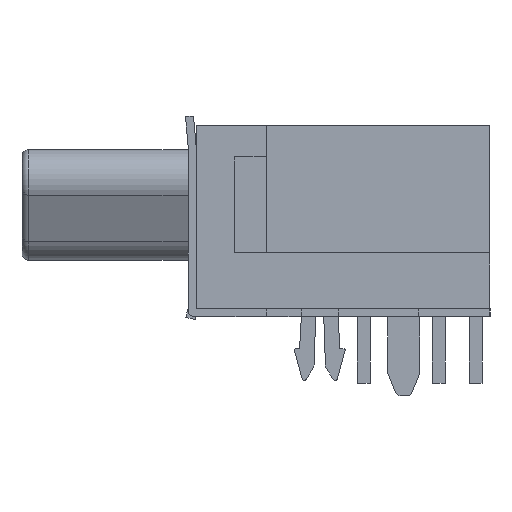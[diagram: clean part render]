
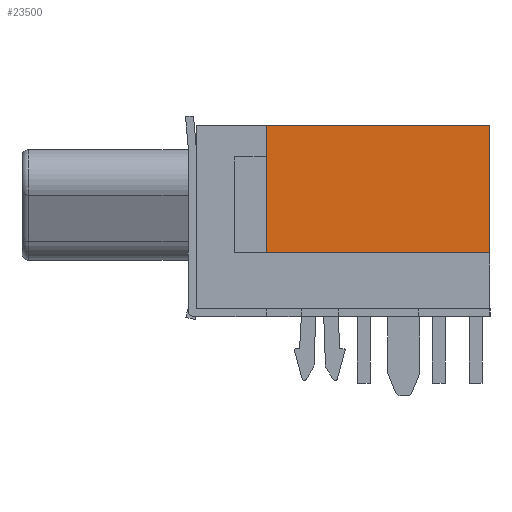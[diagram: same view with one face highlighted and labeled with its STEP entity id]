
A CAD part, left-side view. The second image highlights one B-rep face of the part: STEP entity #23500.
In plain terms, the highlighted planar face has unit normal (-1, 0, 0).
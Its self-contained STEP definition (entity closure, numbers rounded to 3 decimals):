
#22335=CARTESIAN_POINT('',(-16.15,4.8,2.0));
#22336=VERTEX_POINT('',#22335);
#22343=CARTESIAN_POINT('',(-16.15,4.8,6.0));
#22344=VERTEX_POINT('',#22343);
#22345=CARTESIAN_POINT('',(-16.15,4.8,6.0));
#22346=DIRECTION('',(0.0,0.0,-1.0));
#22347=VECTOR('',#22346,4.0);
#22348=LINE('',#22345,#22347);
#22349=EDGE_CURVE('',#22344,#22336,#22348,.T.);
#23433=CARTESIAN_POINT('',(-16.15,-2.2,2.));
#23434=VERTEX_POINT('',#23433);
#23441=CARTESIAN_POINT('',(-16.15,-2.2,2.));
#23442=DIRECTION('',(0.0,1.0,0.0));
#23443=VECTOR('',#23442,7.);
#23444=LINE('',#23441,#23443);
#23445=EDGE_CURVE('',#23434,#22336,#23444,.T.);
#23477=CARTESIAN_POINT('',(-16.15,-2.55,1.8));
#23478=DIRECTION('',(1.0,0.0,0.0));
#23479=DIRECTION('',(0.0,1.0,0.0));
#23480=AXIS2_PLACEMENT_3D('',#23477,#23478,#23479);
#23481=PLANE('',#23480);
#23482=CARTESIAN_POINT('',(-16.15,-2.2,6.));
#23483=VERTEX_POINT('',#23482);
#23484=CARTESIAN_POINT('',(-16.15,-2.2,6.));
#23485=DIRECTION('',(0.0,1.0,0.0));
#23486=VECTOR('',#23485,7.);
#23487=LINE('',#23484,#23486);
#23488=EDGE_CURVE('',#23483,#22344,#23487,.T.);
#23489=ORIENTED_EDGE('',*,*,#23488,.T.);
#23490=ORIENTED_EDGE('',*,*,#22349,.T.);
#23491=ORIENTED_EDGE('',*,*,#23445,.F.);
#23492=CARTESIAN_POINT('',(-16.15,-2.2,6.));
#23493=DIRECTION('',(0.0,0.0,-1.0));
#23494=VECTOR('',#23493,4.0);
#23495=LINE('',#23492,#23494);
#23496=EDGE_CURVE('',#23483,#23434,#23495,.T.);
#23497=ORIENTED_EDGE('',*,*,#23496,.F.);
#23498=EDGE_LOOP('',(#23489,#23490,#23491,#23497));
#23499=FACE_OUTER_BOUND('',#23498,.T.);
#23500=ADVANCED_FACE('',(#23499),#23481,.F.);
